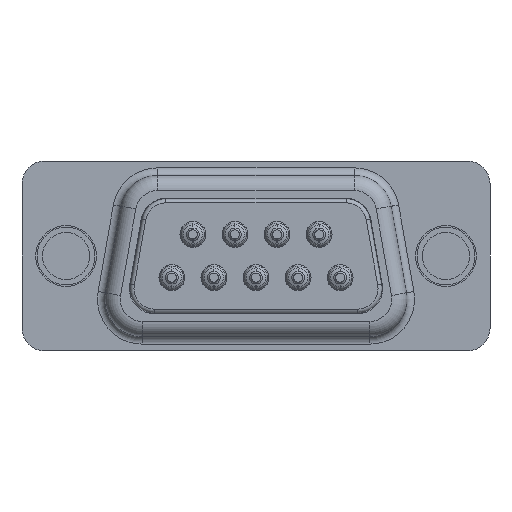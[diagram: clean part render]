
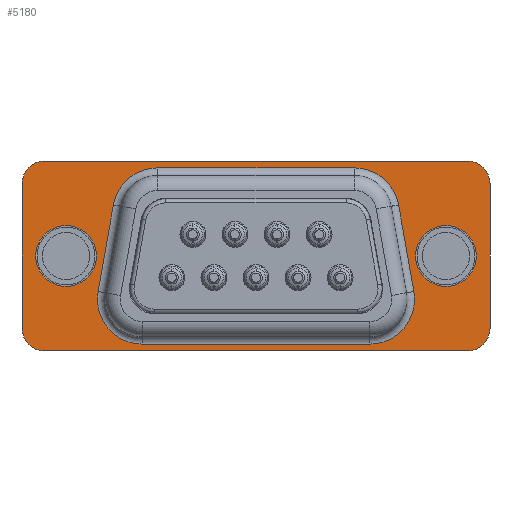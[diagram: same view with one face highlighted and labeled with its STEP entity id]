
A CAD part, left-side view. The second image highlights one B-rep face of the part: STEP entity #5180.
In plain terms, the highlighted planar face has unit normal (-1, 0, 0).
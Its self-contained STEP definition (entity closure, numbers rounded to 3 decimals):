
#796=CARTESIAN_POINT('',(0.725,13.9,-6.25));
#797=VERTEX_POINT('',#796);
#804=CARTESIAN_POINT('',(0.725,15.4,-4.75));
#805=VERTEX_POINT('',#804);
#806=CARTESIAN_POINT('',(0.725,13.9,-4.75));
#807=DIRECTION('',(0.,0.,-1.));
#808=DIRECTION('',(1.,0.,0.));
#809=AXIS2_PLACEMENT_3D('',#806,#808,#807);
#810=CIRCLE('',#809,1.5);
#811=EDGE_CURVE('',#797,#805,#810,.T.);
#835=CARTESIAN_POINT('',(0.725,-13.9,-6.25));
#836=VERTEX_POINT('',#835);
#843=CARTESIAN_POINT('',(0.725,-13.9,-6.25));
#844=DIRECTION('',(0.,1.,0.));
#845=VECTOR('',#844,27.8);
#846=LINE('',#843,#845);
#847=EDGE_CURVE('',#836,#797,#846,.T.);
#867=CARTESIAN_POINT('',(0.725,-15.4,-4.75));
#868=VERTEX_POINT('',#867);
#875=CARTESIAN_POINT('',(0.725,-13.9,-4.75));
#876=DIRECTION('',(0.,-1.,0.));
#877=DIRECTION('',(1.,0.,0.));
#878=AXIS2_PLACEMENT_3D('',#875,#877,#876);
#879=CIRCLE('',#878,1.5);
#880=EDGE_CURVE('',#868,#836,#879,.T.);
#899=CARTESIAN_POINT('',(0.725,-15.4,4.75));
#900=VERTEX_POINT('',#899);
#907=CARTESIAN_POINT('',(0.725,-15.4,4.75));
#908=DIRECTION('',(0.,0.,-1.));
#909=VECTOR('',#908,9.5);
#910=LINE('',#907,#909);
#911=EDGE_CURVE('',#900,#868,#910,.T.);
#931=CARTESIAN_POINT('',(0.725,-13.9,6.25));
#932=VERTEX_POINT('',#931);
#939=CARTESIAN_POINT('',(0.725,-13.9,4.75));
#940=DIRECTION('',(0.,0.,1.));
#941=DIRECTION('',(1.,0.,0.));
#942=AXIS2_PLACEMENT_3D('',#939,#941,#940);
#943=CIRCLE('',#942,1.5);
#944=EDGE_CURVE('',#932,#900,#943,.T.);
#963=CARTESIAN_POINT('',(0.725,13.9,6.25));
#964=VERTEX_POINT('',#963);
#971=CARTESIAN_POINT('',(0.725,13.9,6.25));
#972=DIRECTION('',(0.,-1.,0.));
#973=VECTOR('',#972,27.8);
#974=LINE('',#971,#973);
#975=EDGE_CURVE('',#964,#932,#974,.T.);
#995=CARTESIAN_POINT('',(0.725,15.4,4.75));
#996=VERTEX_POINT('',#995);
#1003=CARTESIAN_POINT('',(0.725,13.9,4.75));
#1004=DIRECTION('',(0.,1.,0.));
#1005=DIRECTION('',(1.,0.,0.));
#1006=AXIS2_PLACEMENT_3D('',#1003,#1005,#1004);
#1007=CIRCLE('',#1006,1.5);
#1008=EDGE_CURVE('',#996,#964,#1007,.T.);
#1026=CARTESIAN_POINT('',(0.725,15.4,-4.75));
#1027=DIRECTION('',(0.,0.,1.));
#1028=VECTOR('',#1027,9.5);
#1029=LINE('',#1026,#1028);
#1030=EDGE_CURVE('',#805,#996,#1029,.T.);
#1043=CARTESIAN_POINT('',(0.725,14.5,0.));
#1044=VERTEX_POINT('',#1043);
#1051=CARTESIAN_POINT('',(0.725,10.5,0.));
#1052=VERTEX_POINT('',#1051);
#1053=CARTESIAN_POINT('',(0.725,12.5,0.));
#1054=DIRECTION('',(0.,1.,0.));
#1055=DIRECTION('',(1.,0.,0.));
#1056=AXIS2_PLACEMENT_3D('',#1053,#1055,#1054);
#1057=CIRCLE('',#1056,2.);
#1058=EDGE_CURVE('',#1044,#1052,#1057,.T.);
#1084=CARTESIAN_POINT('',(0.725,12.5,0.));
#1085=DIRECTION('',(0.,-1.,0.));
#1086=DIRECTION('',(1.,0.,0.));
#1087=AXIS2_PLACEMENT_3D('',#1084,#1086,#1085);
#1088=CIRCLE('',#1087,2.);
#1089=EDGE_CURVE('',#1052,#1044,#1088,.T.);
#1109=CARTESIAN_POINT('',(0.725,-10.5,0.));
#1110=VERTEX_POINT('',#1109);
#1117=CARTESIAN_POINT('',(0.725,-14.5,0.));
#1118=VERTEX_POINT('',#1117);
#1119=CARTESIAN_POINT('',(0.725,-12.5,0.));
#1120=DIRECTION('',(0.,1.,0.));
#1121=DIRECTION('',(1.,0.,0.));
#1122=AXIS2_PLACEMENT_3D('',#1119,#1121,#1120);
#1123=CIRCLE('',#1122,2.);
#1124=EDGE_CURVE('',#1110,#1118,#1123,.T.);
#1150=CARTESIAN_POINT('',(0.725,-12.5,0.));
#1151=DIRECTION('',(0.,-1.,0.));
#1152=DIRECTION('',(1.,0.,0.));
#1153=AXIS2_PLACEMENT_3D('',#1150,#1152,#1151);
#1154=CIRCLE('',#1153,2.);
#1155=EDGE_CURVE('',#1118,#1110,#1154,.T.);
#5087=CARTESIAN_POINT('',(0.725,0.,0.));
#5088=DIRECTION('',(0.,-1.,0.));
#5089=DIRECTION('',(-1.,0.,0.));
#5090=AXIS2_PLACEMENT_3D('',#5087,#5089,#5088);
#5091=PLANE('',#5090);
#5092=ORIENTED_EDGE('',*,*,#847,.F.);
#5093=ORIENTED_EDGE('',*,*,#880,.F.);
#5094=ORIENTED_EDGE('',*,*,#911,.F.);
#5095=ORIENTED_EDGE('',*,*,#944,.F.);
#5096=ORIENTED_EDGE('',*,*,#975,.F.);
#5097=ORIENTED_EDGE('',*,*,#1008,.F.);
#5098=ORIENTED_EDGE('',*,*,#1030,.F.);
#5099=ORIENTED_EDGE('',*,*,#811,.F.);
#5100=EDGE_LOOP('',(#5092,#5093,#5094,#5095,#5096,#5097,#5098,#5099));
#5101=FACE_OUTER_BOUND('',#5100,.T.);
#5102=ORIENTED_EDGE('',*,*,#1155,.T.);
#5103=ORIENTED_EDGE('',*,*,#1124,.T.);
#5104=EDGE_LOOP('',(#5102,#5103));
#5105=FACE_BOUND('',#5104,.T.);
#5106=ORIENTED_EDGE('',*,*,#1089,.T.);
#5107=ORIENTED_EDGE('',*,*,#1058,.T.);
#5108=EDGE_LOOP('',(#5106,#5107));
#5109=FACE_BOUND('',#5108,.T.);
#5110=CARTESIAN_POINT('',(0.725,-10.391,-2.338));
#5111=VERTEX_POINT('',#5110);
#5112=CARTESIAN_POINT('',(0.725,-7.486,-5.8));
#5113=VERTEX_POINT('',#5112);
#5114=CARTESIAN_POINT('',(0.725,-7.486,-2.85));
#5115=DIRECTION('',(0.,-0.985,0.174));
#5116=DIRECTION('',(1.,0.,0.));
#5117=AXIS2_PLACEMENT_3D('',#5114,#5116,#5115);
#5118=CIRCLE('',#5117,2.95);
#5119=EDGE_CURVE('',#5111,#5113,#5118,.T.);
#5120=ORIENTED_EDGE('',*,*,#5119,.T.);
#5121=CARTESIAN_POINT('',(0.725,7.486,-5.8));
#5122=VERTEX_POINT('',#5121);
#5123=CARTESIAN_POINT('',(0.725,-7.486,-5.8));
#5124=DIRECTION('',(0.,1.,0.));
#5125=VECTOR('',#5124,14.973);
#5126=LINE('',#5123,#5125);
#5127=EDGE_CURVE('',#5113,#5122,#5126,.T.);
#5128=ORIENTED_EDGE('',*,*,#5127,.T.);
#5129=CARTESIAN_POINT('',(0.725,10.391,-2.338));
#5130=VERTEX_POINT('',#5129);
#5131=CARTESIAN_POINT('',(0.725,7.486,-2.85));
#5132=DIRECTION('',(0.,0.,-1.));
#5133=DIRECTION('',(1.,0.,0.));
#5134=AXIS2_PLACEMENT_3D('',#5131,#5133,#5132);
#5135=CIRCLE('',#5134,2.95);
#5136=EDGE_CURVE('',#5122,#5130,#5135,.T.);
#5137=ORIENTED_EDGE('',*,*,#5136,.T.);
#5138=CARTESIAN_POINT('',(0.725,9.386,3.362));
#5139=VERTEX_POINT('',#5138);
#5140=CARTESIAN_POINT('',(0.725,10.391,-2.338));
#5141=DIRECTION('',(0.,-0.174,0.985));
#5142=VECTOR('',#5141,5.788);
#5143=LINE('',#5140,#5142);
#5144=EDGE_CURVE('',#5130,#5139,#5143,.T.);
#5145=ORIENTED_EDGE('',*,*,#5144,.T.);
#5146=CARTESIAN_POINT('',(0.725,6.481,5.8));
#5147=VERTEX_POINT('',#5146);
#5148=CARTESIAN_POINT('',(0.725,6.481,2.85));
#5149=DIRECTION('',(0.,0.985,0.174));
#5150=DIRECTION('',(1.,0.,0.));
#5151=AXIS2_PLACEMENT_3D('',#5148,#5150,#5149);
#5152=CIRCLE('',#5151,2.95);
#5153=EDGE_CURVE('',#5139,#5147,#5152,.T.);
#5154=ORIENTED_EDGE('',*,*,#5153,.T.);
#5155=CARTESIAN_POINT('',(0.725,-6.481,5.8));
#5156=VERTEX_POINT('',#5155);
#5157=CARTESIAN_POINT('',(0.725,6.481,5.8));
#5158=DIRECTION('',(0.,-1.,0.));
#5159=VECTOR('',#5158,12.962);
#5160=LINE('',#5157,#5159);
#5161=EDGE_CURVE('',#5147,#5156,#5160,.T.);
#5162=ORIENTED_EDGE('',*,*,#5161,.T.);
#5163=CARTESIAN_POINT('',(0.725,-9.386,3.362));
#5164=VERTEX_POINT('',#5163);
#5165=CARTESIAN_POINT('',(0.725,-6.481,2.85));
#5166=DIRECTION('',(0.,0.,1.));
#5167=DIRECTION('',(1.,0.,0.));
#5168=AXIS2_PLACEMENT_3D('',#5165,#5167,#5166);
#5169=CIRCLE('',#5168,2.95);
#5170=EDGE_CURVE('',#5156,#5164,#5169,.T.);
#5171=ORIENTED_EDGE('',*,*,#5170,.T.);
#5172=CARTESIAN_POINT('',(0.725,-9.386,3.362));
#5173=DIRECTION('',(0.,-0.174,-0.985));
#5174=VECTOR('',#5173,5.788);
#5175=LINE('',#5172,#5174);
#5176=EDGE_CURVE('',#5164,#5111,#5175,.T.);
#5177=ORIENTED_EDGE('',*,*,#5176,.T.);
#5178=EDGE_LOOP('',(#5120,#5128,#5137,#5145,#5154,#5162,#5171,#5177));
#5179=FACE_BOUND('',#5178,.T.);
#5180=ADVANCED_FACE('',(#5101,#5105,#5109,#5179),#5091,.T.);
